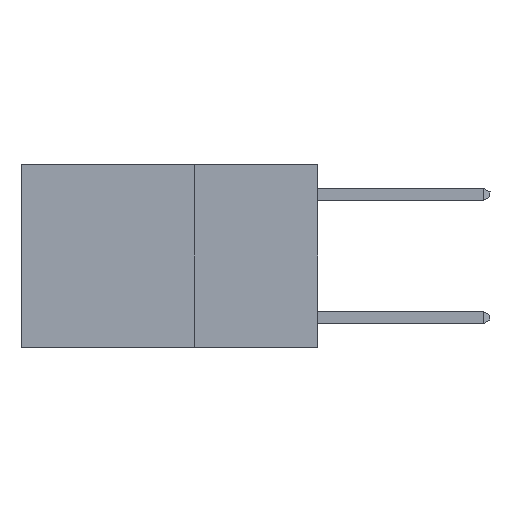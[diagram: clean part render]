
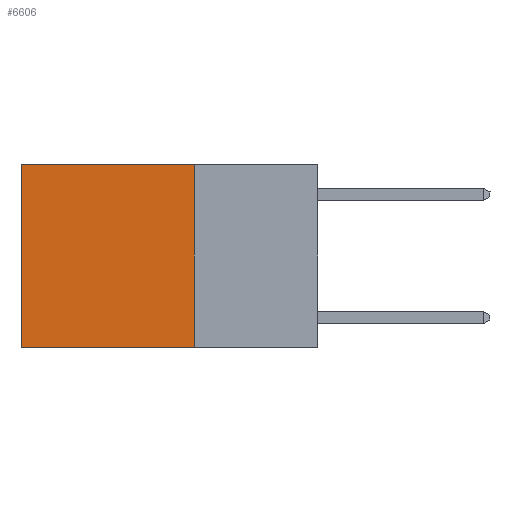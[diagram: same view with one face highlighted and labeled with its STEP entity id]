
A CAD part, left-side view. The second image highlights one B-rep face of the part: STEP entity #6606.
In plain terms, the highlighted planar face has unit normal (-1, 0, 0).
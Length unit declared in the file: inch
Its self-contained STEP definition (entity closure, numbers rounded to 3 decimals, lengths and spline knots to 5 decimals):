
#257 = VECTOR ( 'NONE', #2933, 39.37008 ) ;
#777 = EDGE_CURVE ( 'NONE', #1981, #3366, #28167, .T. ) ;
#1981 = VERTEX_POINT ( 'NONE', #10284 ) ;
#2766 = EDGE_CURVE ( 'NONE', #3366, #13690, #27309, .T. ) ;
#2933 = DIRECTION ( 'NONE',  ( 0., 1., 0. ) ) ;
#3366 = VERTEX_POINT ( 'NONE', #16711 ) ;
#3669 = EDGE_CURVE ( 'NONE', #15597, #13690, #11171, .T. ) ;
#3843 = CARTESIAN_POINT ( 'NONE',  ( 0.2625, 0.25, 0. ) ) ;
#4751 = DIRECTION ( 'NONE',  ( 0., 1., 0. ) ) ;
#5279 = ORIENTED_EDGE ( 'NONE', *, *, #2766, .T. ) ;
#5874 = CARTESIAN_POINT ( 'NONE',  ( 0.2625, 0.6, 0. ) ) ;
#6182 = PLANE ( 'NONE',  #13280 ) ;
#6606 = ADVANCED_FACE ( 'NONE', ( #13111 ), #6182, .F. ) ;
#8413 = DIRECTION ( 'NONE',  ( 1., 0., 0. ) ) ;
#8478 = VECTOR ( 'NONE', #24539, 39.37008 ) ;
#9051 = CARTESIAN_POINT ( 'NONE',  ( 0.2625, 0.25, 0. ) ) ;
#9168 = LINE ( 'NONE', #9051, #8478 ) ;
#9818 = VECTOR ( 'NONE', #10339, 39.37008 ) ;
#10284 = CARTESIAN_POINT ( 'NONE',  ( 0.2625, 0.25, 0. ) ) ;
#10339 = DIRECTION ( 'NONE',  ( 0., 0., -1. ) ) ;
#11171 = LINE ( 'NONE', #22553, #27903 ) ;
#13070 = CARTESIAN_POINT ( 'NONE',  ( 0.2625, 0.25, -0.37 ) ) ;
#13111 = FACE_OUTER_BOUND ( 'NONE', #22404, .T. ) ;
#13280 = AXIS2_PLACEMENT_3D ( 'NONE', #19476, #8413, #23912 ) ;
#13690 = VERTEX_POINT ( 'NONE', #13704 ) ;
#13704 = CARTESIAN_POINT ( 'NONE',  ( 0.2625, 0.6, -0.37 ) ) ;
#14046 = ORIENTED_EDGE ( 'NONE', *, *, #3669, .F. ) ;
#15597 = VERTEX_POINT ( 'NONE', #13070 ) ;
#16711 = CARTESIAN_POINT ( 'NONE',  ( 0.2625, 0.6, 0. ) ) ;
#16897 = ORIENTED_EDGE ( 'NONE', *, *, #777, .T. ) ;
#19476 = CARTESIAN_POINT ( 'NONE',  ( 0.2625, 0.25, 0. ) ) ;
#21662 = ORIENTED_EDGE ( 'NONE', *, *, #25745, .F. ) ;
#22404 = EDGE_LOOP ( 'NONE', ( #5279, #14046, #21662, #16897 ) ) ;
#22553 = CARTESIAN_POINT ( 'NONE',  ( 0.2625, 0.25, -0.37 ) ) ;
#23912 = DIRECTION ( 'NONE',  ( 0., 0., -1. ) ) ;
#24539 = DIRECTION ( 'NONE',  ( 0., 0., -1. ) ) ;
#25745 = EDGE_CURVE ( 'NONE', #1981, #15597, #9168, .T. ) ;
#27309 = LINE ( 'NONE', #5874, #9818 ) ;
#27903 = VECTOR ( 'NONE', #4751, 39.37008 ) ;
#28167 = LINE ( 'NONE', #3843, #257 ) ;
